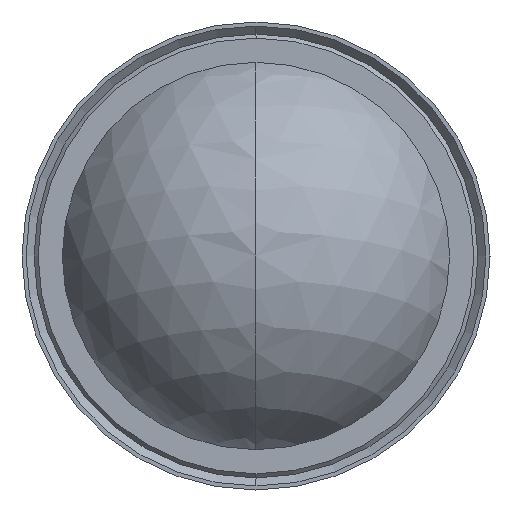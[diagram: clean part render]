
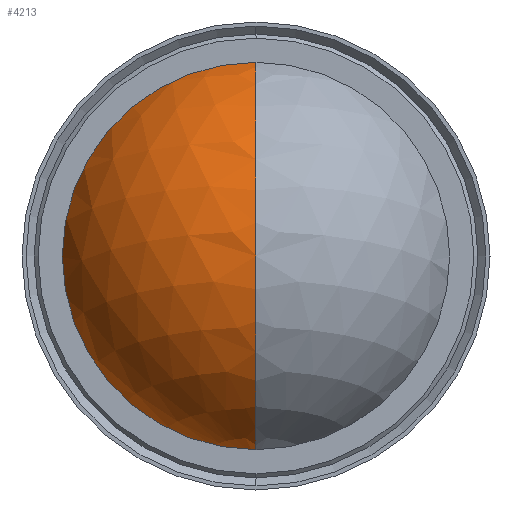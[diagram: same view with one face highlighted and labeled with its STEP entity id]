
A CAD part, left-side view. The second image highlights one B-rep face of the part: STEP entity #4213.
In plain terms, the highlighted spherical face has radius 26.25 mm.
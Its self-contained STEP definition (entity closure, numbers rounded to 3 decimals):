
#1197=CARTESIAN_POINT('',(19.246,0.,0.));
#1198=DIRECTION('',(1.,0.,0.));
#1199=DIRECTION('',(0.,0.,-1.));
#1200=AXIS2_PLACEMENT_3D('',#1197,#1198,#1199);
#1202=CARTESIAN_POINT('',(27.25,0.,0.));
#1203=DIRECTION('',(0.,-1.,0.));
#1204=DIRECTION('',(-0.305,0.,0.952));
#1205=AXIS2_PLACEMENT_3D('',#1202,#1203,#1204);
#1207=CARTESIAN_POINT('',(27.25,0.,0.));
#1208=DIRECTION('',(0.,1.,0.));
#1209=DIRECTION('',(-0.305,0.,-0.952));
#1210=AXIS2_PLACEMENT_3D('',#1207,#1208,#1209);
#2349=CARTESIAN_POINT('',(19.246,0.,-25.));
#2350=VERTEX_POINT('',#2349);
#2351=CARTESIAN_POINT('',(19.246,0.,25.));
#2352=VERTEX_POINT('',#2351);
#2353=CARTESIAN_POINT('',(1.,0.,0.));
#2354=VERTEX_POINT('',#2353);
#4201=CARTESIAN_POINT('',(27.25,0.,0.));
#4202=DIRECTION('',(-0.305,0.,-0.952));
#4203=DIRECTION('',(-0.952,0.,0.305));
#4204=AXIS2_PLACEMENT_3D('',#4201,#4202,#4203);
#4205=SPHERICAL_SURFACE('',#4204,26.25);
#4207=ORIENTED_EDGE('',*,*,#4206,.F.);
#4208=ORIENTED_EDGE('',*,*,#4195,.T.);
#4210=ORIENTED_EDGE('',*,*,#4209,.T.);
#4211=EDGE_LOOP('',(#4207,#4208,#4210));
#4212=FACE_OUTER_BOUND('',#4211,.F.);
#4213=ADVANCED_FACE('',(#4212),#4205,.T.);
#1201=CIRCLE('',#1200,25.);
#1206=CIRCLE('',#1205,26.25);
#1211=CIRCLE('',#1210,26.25);
#4195=EDGE_CURVE('',#2350,#2352,#1201,.T.);
#4206=EDGE_CURVE('',#2350,#2354,#1211,.T.);
#4209=EDGE_CURVE('',#2352,#2354,#1206,.T.);
